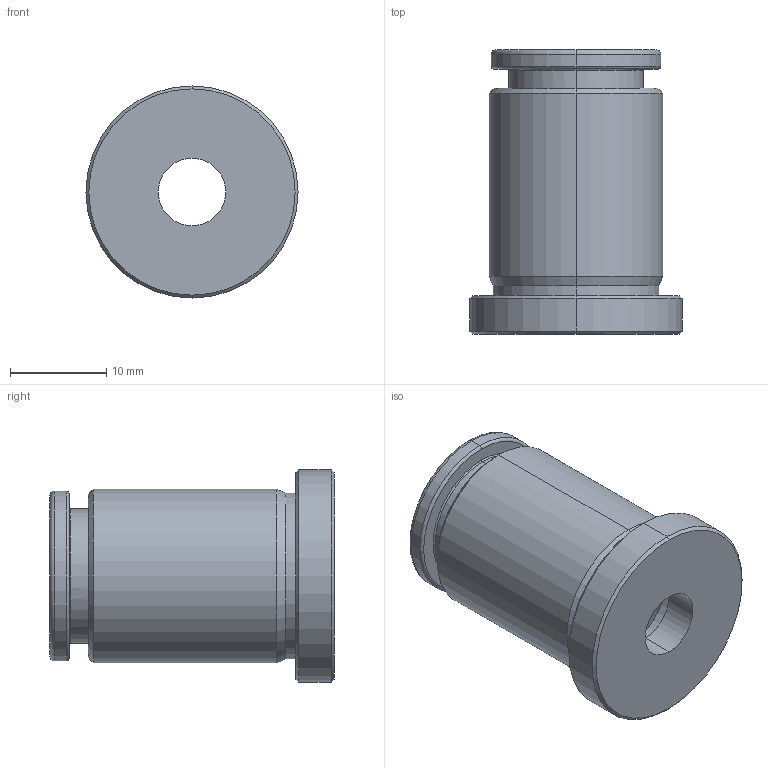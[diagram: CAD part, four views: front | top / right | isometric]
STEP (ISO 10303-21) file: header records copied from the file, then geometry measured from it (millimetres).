
FILE_DESCRIPTION (( 'STEP AP214' ), '1' );
FILE_NAME ('BT101822.STEP', '2013-06-21T07:12:56', ( '' ), ( '' ), 'SwSTEP 2.0', 'SolidWorks 2011', '' );
FILE_SCHEMA (( 'AUTOMOTIVE_DESIGN' ));
Length unit declared in the file: millimetre
Products named in the file (5): 1muelle10-comp AE10; BT101822; 9BT101822_9BA.101822; 1Casq_pulsador-10L_Pulsador_10; 1bola238
Assembly tree (13 placements, depth 2):
  BT101822
    1bola238  x10
    9BT101822_9BA.101822
    1muelle10-comp AE10
    1Casq_pulsador-10L_Pulsador_10
Bounding box: 22 x 29.5 x 22 mm (x, y, z)
Volume: 5069.9 mm3; surface area: 5623.8 mm2
Topology: 13 solids, 13 shells, 192 faces, 513 edges, 319 vertices
Faces by surface type: cylinder 75, cone 60, torus 21, sphere 20, plane 14, bspline 2
Entity records: 7219 total; most frequent: CARTESIAN_POINT 2846, ORIENTED_EDGE 890, DIRECTION 873, EDGE_CURVE 445, AXIS2_PLACEMENT_3D 382, VERTEX_POINT 271, EDGE_LOOP 194, CIRCLE 194
